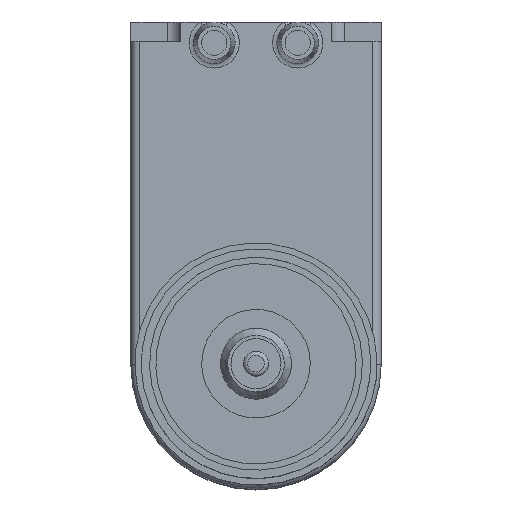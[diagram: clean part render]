
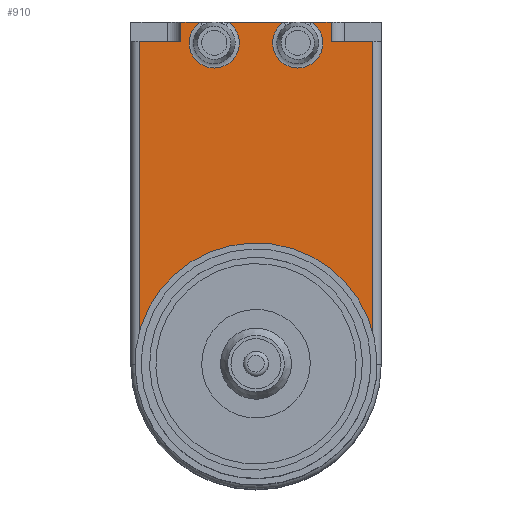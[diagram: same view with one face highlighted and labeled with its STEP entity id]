
A CAD part, top view. The second image highlights one B-rep face of the part: STEP entity #910.
In plain terms, the highlighted planar face has unit normal (0, 0, 1).
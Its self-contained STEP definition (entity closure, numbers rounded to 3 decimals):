
#68=CIRCLE('',#1008,13.75);
#69=CIRCLE('',#1009,3.);
#70=CIRCLE('',#1010,3.);
#71=CIRCLE('',#1011,14.);
#143=ORIENTED_EDGE('',*,*,#381,.T.);
#144=ORIENTED_EDGE('',*,*,#377,.T.);
#145=ORIENTED_EDGE('',*,*,#382,.T.);
#146=ORIENTED_EDGE('',*,*,#375,.T.);
#147=ORIENTED_EDGE('',*,*,#383,.T.);
#148=ORIENTED_EDGE('',*,*,#373,.T.);
#149=ORIENTED_EDGE('',*,*,#384,.F.);
#150=ORIENTED_EDGE('',*,*,#385,.T.);
#151=ORIENTED_EDGE('',*,*,#386,.T.);
#152=ORIENTED_EDGE('',*,*,#387,.T.);
#153=ORIENTED_EDGE('',*,*,#388,.T.);
#154=ORIENTED_EDGE('',*,*,#389,.F.);
#155=ORIENTED_EDGE('',*,*,#390,.T.);
#373=EDGE_CURVE('',#493,#492,#576,.T.);
#375=EDGE_CURVE('',#495,#494,#578,.T.);
#377=EDGE_CURVE('',#497,#496,#580,.T.);
#381=EDGE_CURVE('',#500,#500,#68,.T.);
#382=EDGE_CURVE('',#496,#495,#69,.F.);
#383=EDGE_CURVE('',#494,#493,#70,.F.);
#384=EDGE_CURVE('',#501,#492,#583,.T.);
#385=EDGE_CURVE('',#501,#502,#584,.T.);
#386=EDGE_CURVE('',#502,#503,#585,.T.);
#387=EDGE_CURVE('',#503,#504,#71,.T.);
#388=EDGE_CURVE('',#504,#505,#586,.T.);
#389=EDGE_CURVE('',#506,#505,#587,.T.);
#390=EDGE_CURVE('',#506,#497,#588,.T.);
#492=VERTEX_POINT('',#1463);
#493=VERTEX_POINT('',#1465);
#494=VERTEX_POINT('',#1467);
#495=VERTEX_POINT('',#1469);
#496=VERTEX_POINT('',#1471);
#497=VERTEX_POINT('',#1473);
#500=VERTEX_POINT('',#1481);
#501=VERTEX_POINT('',#1485);
#502=VERTEX_POINT('',#1487);
#503=VERTEX_POINT('',#1489);
#504=VERTEX_POINT('',#1491);
#505=VERTEX_POINT('',#1493);
#506=VERTEX_POINT('',#1495);
#576=LINE('',#1464,#634);
#578=LINE('',#1468,#636);
#580=LINE('',#1472,#638);
#583=LINE('',#1484,#641);
#584=LINE('',#1486,#642);
#585=LINE('',#1488,#643);
#586=LINE('',#1492,#644);
#587=LINE('',#1494,#645);
#588=LINE('',#1496,#646);
#634=VECTOR('',#1146,1000.);
#636=VECTOR('',#1148,1000.);
#638=VECTOR('',#1150,1000.);
#641=VECTOR('',#1163,1000.);
#642=VECTOR('',#1164,1000.);
#643=VECTOR('',#1165,1000.);
#644=VECTOR('',#1168,1000.);
#645=VECTOR('',#1169,1000.);
#646=VECTOR('',#1170,1000.);
#684=EDGE_LOOP('',(#143));
#685=EDGE_LOOP('',(#144,#145,#146,#147,#148,#149,#150,#151,#152,#153,#154,
#155));
#780=FACE_BOUND('',#684,.T.);
#781=FACE_BOUND('',#685,.T.);
#876=PLANE('',#1007);
#910=ADVANCED_FACE('',(#780,#781),#876,.T.);
#1007=AXIS2_PLACEMENT_3D('',#1479,#1155,#1156);
#1008=AXIS2_PLACEMENT_3D('',#1480,#1157,#1158);
#1009=AXIS2_PLACEMENT_3D('',#1482,#1159,#1160);
#1010=AXIS2_PLACEMENT_3D('',#1483,#1161,#1162);
#1011=AXIS2_PLACEMENT_3D('',#1490,#1166,#1167);
#1146=DIRECTION('',(-1.,0.,0.));
#1148=DIRECTION('',(-1.,0.,0.));
#1150=DIRECTION('',(-1.,0.,0.));
#1155=DIRECTION('',(0.,0.,1.));
#1156=DIRECTION('',(1.,0.,0.));
#1157=DIRECTION('',(0.,0.,-1.));
#1158=DIRECTION('',(1.,0.,0.));
#1159=DIRECTION('',(0.,0.,1.));
#1160=DIRECTION('',(1.,0.,0.));
#1161=DIRECTION('',(0.,0.,1.));
#1162=DIRECTION('',(1.,0.,0.));
#1163=DIRECTION('',(0.,1.,0.));
#1164=DIRECTION('',(-1.,0.,0.));
#1165=DIRECTION('',(0.,-1.,0.));
#1166=DIRECTION('',(0.,0.,1.));
#1167=DIRECTION('',(1.,0.,0.));
#1168=DIRECTION('',(0.,1.,0.));
#1169=DIRECTION('',(1.,0.,0.));
#1170=DIRECTION('',(0.,1.,0.));
#1463=CARTESIAN_POINT('',(-9.,41.,30.));
#1464=CARTESIAN_POINT('',(15.,41.,30.));
#1465=CARTESIAN_POINT('',(-6.658,41.,30.));
#1467=CARTESIAN_POINT('',(-3.342,41.,30.));
#1468=CARTESIAN_POINT('',(15.,41.,30.));
#1469=CARTESIAN_POINT('',(3.342,41.,30.));
#1471=CARTESIAN_POINT('',(6.658,41.,30.));
#1472=CARTESIAN_POINT('',(15.,41.,30.));
#1473=CARTESIAN_POINT('',(9.,41.,30.));
#1479=CARTESIAN_POINT('',(0.,0.,30.));
#1480=CARTESIAN_POINT('',(0.,0.,30.));
#1481=CARTESIAN_POINT('',(13.75,0.,30.));
#1482=CARTESIAN_POINT('',(5.,38.5,30.));
#1483=CARTESIAN_POINT('',(-5.,38.5,30.));
#1484=CARTESIAN_POINT('',(-9.,38.7,30.));
#1485=CARTESIAN_POINT('',(-9.,38.7,30.));
#1486=CARTESIAN_POINT('',(-9.,38.7,30.));
#1487=CARTESIAN_POINT('',(-14.,38.7,30.));
#1488=CARTESIAN_POINT('',(-14.,0.,30.));
#1489=CARTESIAN_POINT('',(-14.,0.,30.));
#1490=CARTESIAN_POINT('',(0.,0.,30.));
#1491=CARTESIAN_POINT('',(14.,0.,30.));
#1492=CARTESIAN_POINT('',(14.,38.7,30.));
#1493=CARTESIAN_POINT('',(14.,38.7,30.));
#1494=CARTESIAN_POINT('',(9.,38.7,30.));
#1495=CARTESIAN_POINT('',(9.,38.7,30.));
#1496=CARTESIAN_POINT('',(9.,38.7,30.));
